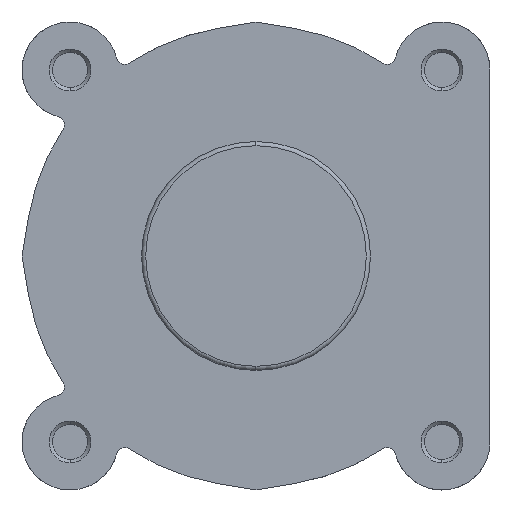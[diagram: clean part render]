
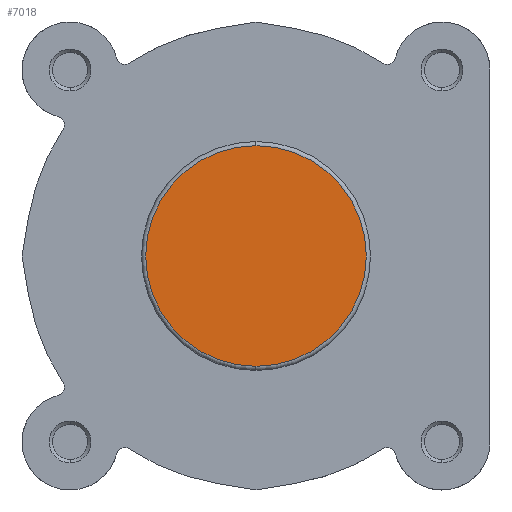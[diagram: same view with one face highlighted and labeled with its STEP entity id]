
A CAD part, left-side view. The second image highlights one B-rep face of the part: STEP entity #7018.
In plain terms, the highlighted planar face has unit normal (-1, 0, 0).
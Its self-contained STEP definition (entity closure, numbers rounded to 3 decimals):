
#371 = EDGE_LOOP ( 'NONE', ( #5213, #5215 ) ) ;
#783 = CARTESIAN_POINT ( 'NONE',  ( 0., 0., 0. ) ) ;
#784 = DIRECTION ( 'NONE',  ( -1., 0., 0. ) ) ;
#785 = DIRECTION ( 'NONE',  ( 0., 0., -1. ) ) ;
#1038 = CARTESIAN_POINT ( 'NONE',  ( 0., 0., 0. ) ) ;
#1045 = DIRECTION ( 'NONE',  ( -1., 0., 0. ) ) ;
#1046 = DIRECTION ( 'NONE',  ( 0., 0., -1. ) ) ;
#1755 = FACE_OUTER_BOUND ( 'NONE', #371, .T. ) ;
#2454 = CARTESIAN_POINT ( 'NONE',  ( 0., 0., -26.4 ) ) ;
#2455 = CARTESIAN_POINT ( 'NONE',  ( 0., 0., 26.4 ) ) ;
#2522 = CARTESIAN_POINT ( 'NONE',  ( 0., 27.4, 0. ) ) ;
#2523 = PLANE ( 'NONE',  #4410 ) ;
#2532 = DIRECTION ( 'NONE',  ( 1., 0., 0. ) ) ;
#2533 = DIRECTION ( 'NONE',  ( 0., 0., -1. ) ) ;
#3867 = EDGE_CURVE ( 'NONE', #6938, #6937, #5938, .T. ) ;
#3967 = EDGE_CURVE ( 'NONE', #6937, #6938, #6073, .T. ) ;
#4261 = AXIS2_PLACEMENT_3D ( 'NONE', #783, #784, #785 ) ;
#4323 = AXIS2_PLACEMENT_3D ( 'NONE', #1038, #1045, #1046 ) ;
#4410 = AXIS2_PLACEMENT_3D ( 'NONE', #2522, #2532, #2533 ) ;
#5213 = ORIENTED_EDGE ( 'NONE', *, *, #3967, .T. ) ;
#5215 = ORIENTED_EDGE ( 'NONE', *, *, #3867, .T. ) ;
#5938 = CIRCLE ( 'NONE', #4261, 26.4 ) ;
#6073 = CIRCLE ( 'NONE', #4323, 26.4 ) ;
#6937 = VERTEX_POINT ( 'NONE', #2454 ) ;
#6938 = VERTEX_POINT ( 'NONE', #2455 ) ;
#7018 = ADVANCED_FACE ( 'NONE', ( #1755 ), #2523, .F. ) ;
